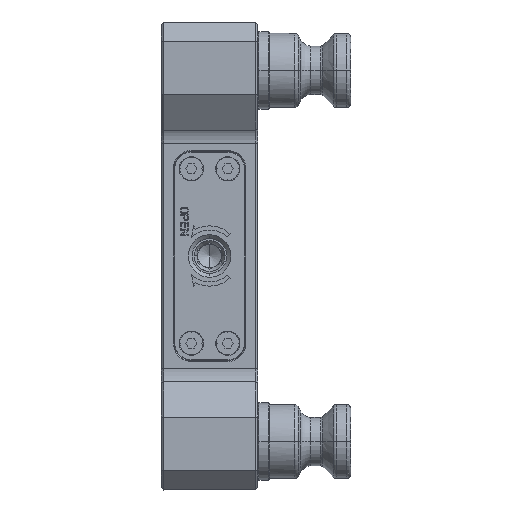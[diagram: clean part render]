
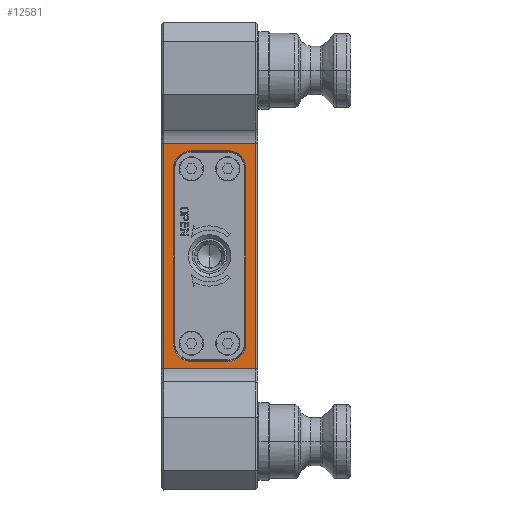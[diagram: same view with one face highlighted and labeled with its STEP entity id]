
A CAD part, left-side view. The second image highlights one B-rep face of the part: STEP entity #12581.
In plain terms, the highlighted planar face has unit normal (-1, 0, 0).
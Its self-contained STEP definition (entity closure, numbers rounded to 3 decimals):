
#9327=CARTESIAN_POINT('',(-53.,0.6,29.108));
#9328=VERTEX_POINT('',#9327);
#9352=CARTESIAN_POINT('',(-53.,0.6,-29.108));
#9353=VERTEX_POINT('',#9352);
#9354=CARTESIAN_POINT('',(-53.,0.6,29.108));
#9355=DIRECTION('',(0.,0.,-1.));
#9356=VECTOR('',#9355,58.216);
#9357=LINE('',#9354,#9356);
#9358=EDGE_CURVE('',#9328,#9353,#9357,.T.);
#10153=CARTESIAN_POINT('',(-53.,24.4,-29.108));
#10154=VERTEX_POINT('',#10153);
#10178=CARTESIAN_POINT('',(-53.,24.4,29.108));
#10179=VERTEX_POINT('',#10178);
#10180=CARTESIAN_POINT('',(-53.,24.4,-29.108));
#10181=DIRECTION('',(0.,0.,1.));
#10182=VECTOR('',#10181,58.216);
#10183=LINE('',#10180,#10182);
#10184=EDGE_CURVE('',#10154,#10179,#10183,.T.);
#12479=CARTESIAN_POINT('',(-53.,24.4,29.108));
#12480=DIRECTION('',(0.,-1.,0.));
#12481=VECTOR('',#12480,23.8);
#12482=LINE('',#12479,#12481);
#12483=EDGE_CURVE('',#10179,#9328,#12482,.T.);
#12491=CARTESIAN_POINT('',(-53.,12.5,0.));
#12492=DIRECTION('',(0.,0.,-1.));
#12493=DIRECTION('',(-1.,-0.,-0.));
#12494=AXIS2_PLACEMENT_3D('',#12491,#12493,#12492);
#12495=PLANE('',#12494);
#12496=CARTESIAN_POINT('',(-53.,24.4,-29.108));
#12497=DIRECTION('',(0.,-1.,0.));
#12498=VECTOR('',#12497,23.8);
#12499=LINE('',#12496,#12498);
#12500=EDGE_CURVE('',#10154,#9353,#12499,.T.);
#12501=ORIENTED_EDGE('E1132',*,*,#12500,.T.);
#12502=ORIENTED_EDGE('E1132',*,*,#9358,.F.);
#12503=ORIENTED_EDGE('E1132',*,*,#12483,.F.);
#12504=ORIENTED_EDGE('E1132',*,*,#10184,.F.);
#12505=EDGE_LOOP('',(#12501,#12502,#12503,#12504));
#12506=FACE_OUTER_BOUND('',#12505,.T.);
#12507=CARTESIAN_POINT('',(-53.,7.8,-27.25));
#12508=VERTEX_POINT('',#12507);
#12509=CARTESIAN_POINT('',(-53.,17.2,-27.25));
#12510=VERTEX_POINT('',#12509);
#12511=CARTESIAN_POINT('',(-53.,7.8,-27.25));
#12512=DIRECTION('',(0.,1.,0.));
#12513=VECTOR('',#12512,9.4);
#12514=LINE('',#12511,#12513);
#12515=EDGE_CURVE('',#12508,#12510,#12514,.T.);
#12516=ORIENTED_EDGE('E1133',*,*,#12515,.T.);
#12517=CARTESIAN_POINT('',(-53.,21.9,-22.55));
#12518=VERTEX_POINT('',#12517);
#12519=CARTESIAN_POINT('',(-53.,17.2,-22.55));
#12520=DIRECTION('',(0.,-0.707,-0.707));
#12521=DIRECTION('',(1.,0.,0.));
#12522=AXIS2_PLACEMENT_3D('',#12519,#12521,#12520);
#12523=ELLIPSE('',#12522,4.7,4.7);
#12524=TRIMMED_CURVE('',#12523,(PARAMETER_VALUE(0.786)),(PARAMETER_VALUE(2.356)),.T.,.PARAMETER.);
#12525=EDGE_CURVE('',#12510,#12518,#12524,.T.);
#12526=ORIENTED_EDGE('E1134',*,*,#12525,.T.);
#12527=CARTESIAN_POINT('',(-53.,21.9,22.55));
#12528=VERTEX_POINT('',#12527);
#12529=CARTESIAN_POINT('',(-53.,21.9,-22.55));
#12530=DIRECTION('',(0.,0.,1.));
#12531=VECTOR('',#12530,45.1);
#12532=LINE('',#12529,#12531);
#12533=EDGE_CURVE('',#12518,#12528,#12532,.T.);
#12534=ORIENTED_EDGE('E1135',*,*,#12533,.T.);
#12535=CARTESIAN_POINT('',(-53.,17.2,27.25));
#12536=VERTEX_POINT('',#12535);
#12537=CARTESIAN_POINT('',(-53.,17.2,22.55));
#12538=DIRECTION('',(0.,0.707,-0.707));
#12539=DIRECTION('',(1.,0.,0.));
#12540=AXIS2_PLACEMENT_3D('',#12537,#12539,#12538);
#12541=ELLIPSE('',#12540,4.7,4.7);
#12542=TRIMMED_CURVE('',#12541,(PARAMETER_VALUE(0.786)),(PARAMETER_VALUE(2.356)),.T.,.PARAMETER.);
#12543=EDGE_CURVE('',#12528,#12536,#12542,.T.);
#12544=ORIENTED_EDGE('E1136',*,*,#12543,.T.);
#12545=CARTESIAN_POINT('',(-53.,7.8,27.25));
#12546=VERTEX_POINT('',#12545);
#12547=CARTESIAN_POINT('',(-53.,17.2,27.25));
#12548=DIRECTION('',(0.,-1.,0.));
#12549=VECTOR('',#12548,9.4);
#12550=LINE('',#12547,#12549);
#12551=EDGE_CURVE('',#12536,#12546,#12550,.T.);
#12552=ORIENTED_EDGE('E1137',*,*,#12551,.T.);
#12553=CARTESIAN_POINT('',(-53.,3.1,22.55));
#12554=VERTEX_POINT('',#12553);
#12555=CARTESIAN_POINT('',(-53.,7.8,22.55));
#12556=DIRECTION('',(0.,0.707,0.707));
#12557=DIRECTION('',(1.,0.,0.));
#12558=AXIS2_PLACEMENT_3D('',#12555,#12557,#12556);
#12559=ELLIPSE('',#12558,4.7,4.7);
#12560=TRIMMED_CURVE('',#12559,(PARAMETER_VALUE(0.786)),(PARAMETER_VALUE(2.356)),.T.,.PARAMETER.);
#12561=EDGE_CURVE('',#12546,#12554,#12560,.T.);
#12562=ORIENTED_EDGE('E1138',*,*,#12561,.T.);
#12563=CARTESIAN_POINT('',(-53.,3.1,-22.55));
#12564=VERTEX_POINT('',#12563);
#12565=CARTESIAN_POINT('',(-53.,3.1,22.55));
#12566=DIRECTION('',(0.,0.,-1.));
#12567=VECTOR('',#12566,45.1);
#12568=LINE('',#12565,#12567);
#12569=EDGE_CURVE('',#12554,#12564,#12568,.T.);
#12570=ORIENTED_EDGE('E1139',*,*,#12569,.T.);
#12571=CARTESIAN_POINT('',(-53.,7.8,-22.55));
#12572=DIRECTION('',(0.,-0.707,0.707));
#12573=DIRECTION('',(1.,0.,0.));
#12574=AXIS2_PLACEMENT_3D('',#12571,#12573,#12572);
#12575=ELLIPSE('',#12574,4.7,4.7);
#12576=TRIMMED_CURVE('',#12575,(PARAMETER_VALUE(0.786)),(PARAMETER_VALUE(2.356)),.T.,.PARAMETER.);
#12577=EDGE_CURVE('',#12564,#12508,#12576,.T.);
#12578=ORIENTED_EDGE('E1140',*,*,#12577,.T.);
#12579=EDGE_LOOP('',(#12516,#12526,#12534,#12544,#12552,#12562,#12570,#12578));
#12580=FACE_BOUND('',#12579,.T.);
#12581=ADVANCED_FACE('F348',(#12506,#12580),#12495,.T.);
